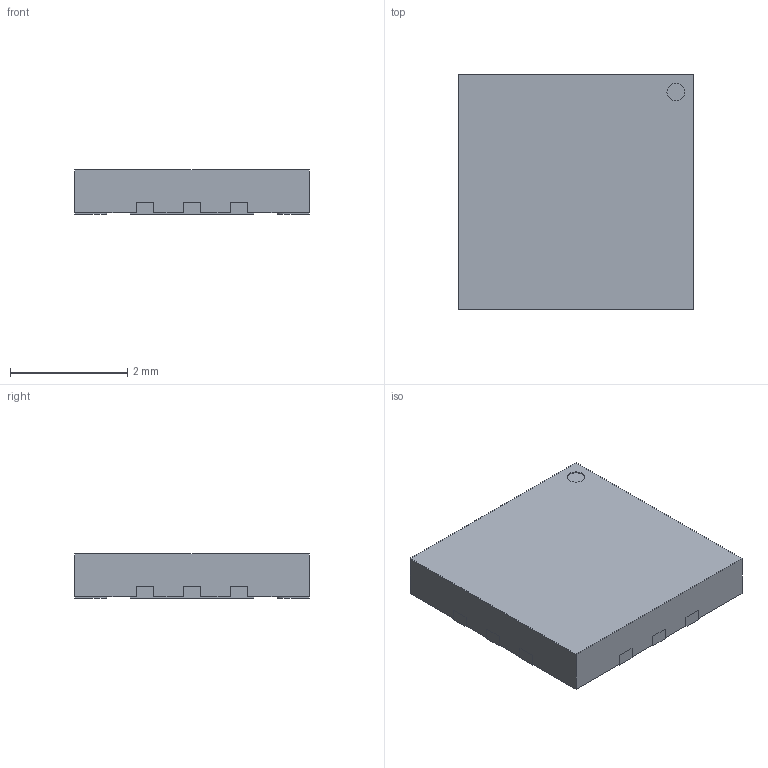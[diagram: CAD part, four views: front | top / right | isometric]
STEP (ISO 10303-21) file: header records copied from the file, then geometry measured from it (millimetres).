
FILE_DESCRIPTION(/* description */ (''),/* implementation_level */ '2;1');
FILE_NAME(/* name */ 'tqfn-12.stp',/* time_stamp */ '2018-12-21T16:55:01+01:00',/* author */ ('sawaiz'),/* organization */ (''),/* preprocessor_version */ 'ST-DEVELOPER v17',/* originating_system */ 'Autodesk Inventor 2019',/* authorisation */ '');
FILE_SCHEMA (('AUTOMOTIVE_DESIGN { 1 0 10303 214 3 1 1 }'));
Length unit declared in the file: millimetre
Products named in the file (1): TQFN-12
Bounding box: 4 x 4 x 0.75 mm (x, y, z)
Volume: 11.8 mm3; surface area: 53.5 mm2
Topology: 13 solids, 13 shells, 134 faces, 318 edges, 212 vertices
Faces by surface type: plane 109, cylinder 25
Full cylindrical faces by diameter (mm): 0.3 x1
Entity records: 3882 total; most frequent: CARTESIAN_POINT 665, DIRECTION 638, ORIENTED_EDGE 636, EDGE_CURVE 318, LINE 268, VECTOR 268, VERTEX_POINT 212, AXIS2_PLACEMENT_3D 185
